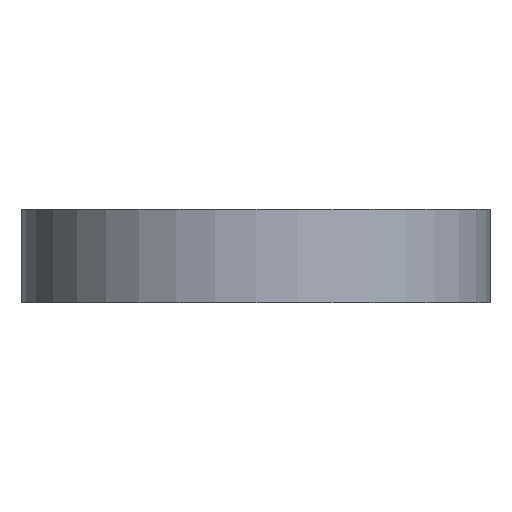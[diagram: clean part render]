
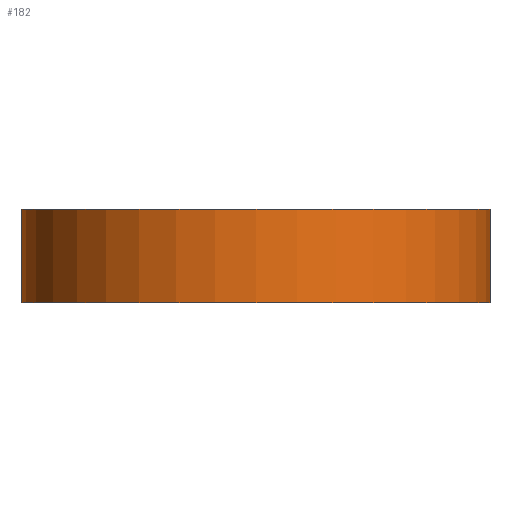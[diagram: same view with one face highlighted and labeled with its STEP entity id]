
A CAD part, front view. The second image highlights one B-rep face of the part: STEP entity #182.
In plain terms, the highlighted cylindrical face has radius 5 mm (diameter 10 mm), a partial arc.
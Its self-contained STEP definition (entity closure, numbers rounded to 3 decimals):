
#13 = CARTESIAN_POINT ( 'NONE',  ( 0., -39., 0. ) ) ;
#14 = ORIENTED_EDGE ( 'NONE', *, *, #381, .F. ) ;
#18 = EDGE_CURVE ( 'NONE', #340, #319, #262, .T. ) ;
#39 = AXIS2_PLACEMENT_3D ( 'NONE', #13, #163, #223 ) ;
#52 = CARTESIAN_POINT ( 'NONE',  ( 5., -39., 2. ) ) ;
#63 = EDGE_CURVE ( 'NONE', #319, #78, #161, .T. ) ;
#69 = ORIENTED_EDGE ( 'NONE', *, *, #63, .T. ) ;
#75 = VECTOR ( 'NONE', #378, 1000. ) ;
#78 = VERTEX_POINT ( 'NONE', #131 ) ;
#99 = DIRECTION ( 'NONE',  ( 0., 0., 1. ) ) ;
#125 = ORIENTED_EDGE ( 'NONE', *, *, #233, .F. ) ;
#131 = CARTESIAN_POINT ( 'NONE',  ( 5., -39., 0. ) ) ;
#141 = CARTESIAN_POINT ( 'NONE',  ( -5., -39., 2. ) ) ;
#153 = FACE_OUTER_BOUND ( 'NONE', #290, .T. ) ;
#161 = CIRCLE ( 'NONE', #39, 5. ) ;
#163 = DIRECTION ( 'NONE',  ( 0., 0., 1. ) ) ;
#167 = ORIENTED_EDGE ( 'NONE', *, *, #18, .T. ) ;
#174 = CARTESIAN_POINT ( 'NONE',  ( 5., -39., 2. ) ) ;
#177 = CARTESIAN_POINT ( 'NONE',  ( -5., -39., 2. ) ) ;
#180 = AXIS2_PLACEMENT_3D ( 'NONE', #361, #99, #306 ) ;
#182 = ADVANCED_FACE ( 'NONE', ( #153 ), #348, .T. ) ;
#223 = DIRECTION ( 'NONE',  ( 1., 0., 0. ) ) ;
#233 = EDGE_CURVE ( 'NONE', #340, #359, #350, .T. ) ;
#261 = AXIS2_PLACEMENT_3D ( 'NONE', #367, #309, #311 ) ;
#262 = LINE ( 'NONE', #141, #75 ) ;
#272 = LINE ( 'NONE', #52, #362 ) ;
#273 = CARTESIAN_POINT ( 'NONE',  ( -5., -39., 0. ) ) ;
#290 = EDGE_LOOP ( 'NONE', ( #69, #14, #125, #167 ) ) ;
#306 = DIRECTION ( 'NONE',  ( 1., 0., 0. ) ) ;
#309 = DIRECTION ( 'NONE',  ( 0., 0., -1. ) ) ;
#311 = DIRECTION ( 'NONE',  ( -1., 0., 0. ) ) ;
#319 = VERTEX_POINT ( 'NONE', #273 ) ;
#340 = VERTEX_POINT ( 'NONE', #177 ) ;
#348 = CYLINDRICAL_SURFACE ( 'NONE', #261, 5. ) ;
#350 = CIRCLE ( 'NONE', #180, 5. ) ;
#359 = VERTEX_POINT ( 'NONE', #174 ) ;
#361 = CARTESIAN_POINT ( 'NONE',  ( 0., -39., 2. ) ) ;
#362 = VECTOR ( 'NONE', #388, 1000. ) ;
#367 = CARTESIAN_POINT ( 'NONE',  ( 0., -39., 2. ) ) ;
#378 = DIRECTION ( 'NONE',  ( 0., 0., -1. ) ) ;
#381 = EDGE_CURVE ( 'NONE', #359, #78, #272, .T. ) ;
#388 = DIRECTION ( 'NONE',  ( 0., 0., -1. ) ) ;
